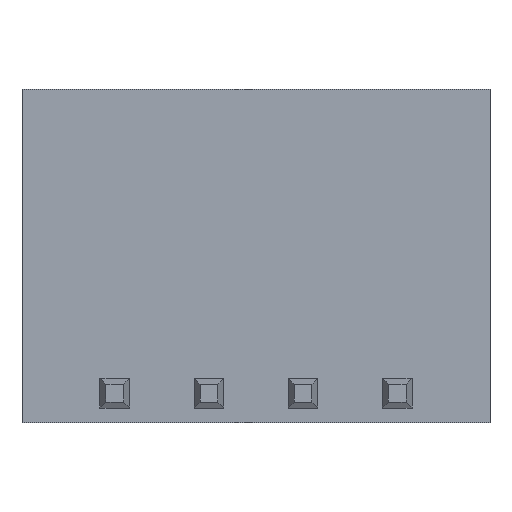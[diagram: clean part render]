
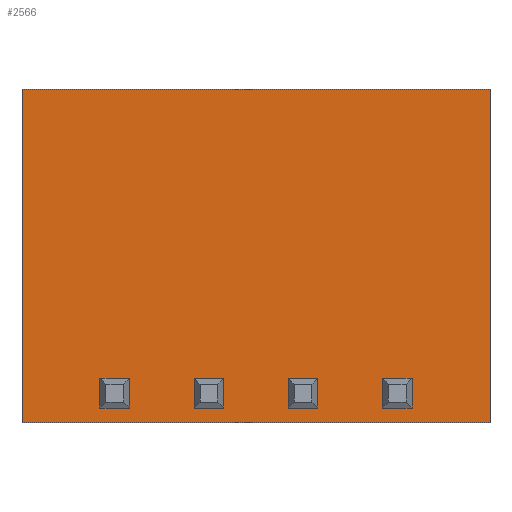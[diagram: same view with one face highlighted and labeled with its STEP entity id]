
A CAD part, left-side view. The second image highlights one B-rep face of the part: STEP entity #2566.
In plain terms, the highlighted planar face has unit normal (-1, 0, 0).
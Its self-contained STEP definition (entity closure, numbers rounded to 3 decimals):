
#140=ORIENTED_EDGE('',*,*,#793,.F.);
#141=ORIENTED_EDGE('',*,*,#791,.T.);
#142=ORIENTED_EDGE('',*,*,#789,.T.);
#143=ORIENTED_EDGE('',*,*,#786,.T.);
#144=ORIENTED_EDGE('',*,*,#834,.T.);
#145=ORIENTED_EDGE('',*,*,#835,.T.);
#146=ORIENTED_EDGE('',*,*,#836,.T.);
#147=ORIENTED_EDGE('',*,*,#837,.F.);
#148=ORIENTED_EDGE('',*,*,#838,.F.);
#149=ORIENTED_EDGE('',*,*,#839,.T.);
#150=ORIENTED_EDGE('',*,*,#840,.T.);
#151=ORIENTED_EDGE('',*,*,#841,.T.);
#152=ORIENTED_EDGE('',*,*,#842,.F.);
#153=ORIENTED_EDGE('',*,*,#843,.T.);
#154=ORIENTED_EDGE('',*,*,#844,.T.);
#155=ORIENTED_EDGE('',*,*,#845,.T.);
#156=ORIENTED_EDGE('',*,*,#846,.F.);
#157=ORIENTED_EDGE('',*,*,#847,.T.);
#158=ORIENTED_EDGE('',*,*,#848,.T.);
#159=ORIENTED_EDGE('',*,*,#849,.T.);
#786=EDGE_CURVE('',#1144,#1145,#1383,.T.);
#789=EDGE_CURVE('',#1146,#1144,#1386,.T.);
#791=EDGE_CURVE('',#1147,#1146,#1388,.T.);
#793=EDGE_CURVE('',#1147,#1145,#1390,.T.);
#834=EDGE_CURVE('',#1182,#1183,#1431,.T.);
#835=EDGE_CURVE('',#1183,#1184,#1432,.T.);
#836=EDGE_CURVE('',#1184,#1185,#1433,.T.);
#837=EDGE_CURVE('',#1182,#1185,#1434,.T.);
#838=EDGE_CURVE('',#1186,#1187,#1435,.T.);
#839=EDGE_CURVE('',#1186,#1188,#1436,.T.);
#840=EDGE_CURVE('',#1188,#1189,#1437,.T.);
#841=EDGE_CURVE('',#1189,#1187,#1438,.T.);
#842=EDGE_CURVE('',#1190,#1191,#1439,.T.);
#843=EDGE_CURVE('',#1190,#1192,#1440,.T.);
#844=EDGE_CURVE('',#1192,#1193,#1441,.T.);
#845=EDGE_CURVE('',#1193,#1191,#1442,.T.);
#846=EDGE_CURVE('',#1194,#1195,#1443,.T.);
#847=EDGE_CURVE('',#1194,#1196,#1444,.T.);
#848=EDGE_CURVE('',#1196,#1197,#1445,.T.);
#849=EDGE_CURVE('',#1197,#1195,#1446,.T.);
#1144=VERTEX_POINT('',#3582);
#1145=VERTEX_POINT('',#3583);
#1146=VERTEX_POINT('',#3588);
#1147=VERTEX_POINT('',#3592);
#1182=VERTEX_POINT('',#3678);
#1183=VERTEX_POINT('',#3679);
#1184=VERTEX_POINT('',#3681);
#1185=VERTEX_POINT('',#3683);
#1186=VERTEX_POINT('',#3686);
#1187=VERTEX_POINT('',#3687);
#1188=VERTEX_POINT('',#3689);
#1189=VERTEX_POINT('',#3691);
#1190=VERTEX_POINT('',#3694);
#1191=VERTEX_POINT('',#3695);
#1192=VERTEX_POINT('',#3697);
#1193=VERTEX_POINT('',#3699);
#1194=VERTEX_POINT('',#3702);
#1195=VERTEX_POINT('',#3703);
#1196=VERTEX_POINT('',#3705);
#1197=VERTEX_POINT('',#3707);
#1383=LINE('',#3581,#1748);
#1386=LINE('',#3587,#1751);
#1388=LINE('',#3591,#1753);
#1390=LINE('',#3595,#1755);
#1431=LINE('',#3677,#1796);
#1432=LINE('',#3680,#1797);
#1433=LINE('',#3682,#1798);
#1434=LINE('',#3684,#1799);
#1435=LINE('',#3685,#1800);
#1436=LINE('',#3688,#1801);
#1437=LINE('',#3690,#1802);
#1438=LINE('',#3692,#1803);
#1439=LINE('',#3693,#1804);
#1440=LINE('',#3696,#1805);
#1441=LINE('',#3698,#1806);
#1442=LINE('',#3700,#1807);
#1443=LINE('',#3701,#1808);
#1444=LINE('',#3704,#1809);
#1445=LINE('',#3706,#1810);
#1446=LINE('',#3708,#1811);
#1748=VECTOR('',#2911,1000.);
#1751=VECTOR('',#2916,1000.);
#1753=VECTOR('',#2920,1000.);
#1755=VECTOR('',#2924,1000.);
#1796=VECTOR('',#2979,1000.);
#1797=VECTOR('',#2980,1000.);
#1798=VECTOR('',#2981,1000.);
#1799=VECTOR('',#2982,1000.);
#1800=VECTOR('',#2983,1000.);
#1801=VECTOR('',#2984,1000.);
#1802=VECTOR('',#2985,1000.);
#1803=VECTOR('',#2986,1000.);
#1804=VECTOR('',#2987,1000.);
#1805=VECTOR('',#2988,1000.);
#1806=VECTOR('',#2989,1000.);
#1807=VECTOR('',#2990,1000.);
#1808=VECTOR('',#2991,1000.);
#1809=VECTOR('',#2992,1000.);
#1810=VECTOR('',#2993,1000.);
#1811=VECTOR('',#2994,1000.);
#2110=EDGE_LOOP('',(#140,#141,#142,#143));
#2111=EDGE_LOOP('',(#144,#145,#146,#147));
#2112=EDGE_LOOP('',(#148,#149,#150,#151));
#2113=EDGE_LOOP('',(#152,#153,#154,#155));
#2114=EDGE_LOOP('',(#156,#157,#158,#159));
#2267=FACE_BOUND('',#2110,.T.);
#2268=FACE_BOUND('',#2111,.T.);
#2269=FACE_BOUND('',#2112,.T.);
#2270=FACE_BOUND('',#2113,.T.);
#2271=FACE_BOUND('',#2114,.T.);
#2420=PLANE('',#2730);
#2566=ADVANCED_FACE('',(#2267,#2268,#2269,#2270,#2271),#2420,.F.);
#2730=AXIS2_PLACEMENT_3D('',#3676,#2977,#2978);
#2911=DIRECTION('',(0.,1.,0.));
#2916=DIRECTION('',(0.,0.,-1.));
#2920=DIRECTION('',(0.,-1.,0.));
#2924=DIRECTION('',(0.,0.,-1.));
#2977=DIRECTION('',(1.,0.,0.));
#2978=DIRECTION('',(0.,0.,-1.));
#2979=DIRECTION('',(0.,-1.,0.));
#2980=DIRECTION('',(0.,0.,1.));
#2981=DIRECTION('',(0.,1.,0.));
#2982=DIRECTION('',(0.,0.,1.));
#2983=DIRECTION('',(0.,0.,-1.));
#2984=DIRECTION('',(0.,-1.,0.));
#2985=DIRECTION('',(0.,0.,-1.));
#2986=DIRECTION('',(0.,1.,0.));
#2987=DIRECTION('',(0.,0.,-1.));
#2988=DIRECTION('',(0.,-1.,0.));
#2989=DIRECTION('',(0.,0.,-1.));
#2990=DIRECTION('',(0.,1.,0.));
#2991=DIRECTION('',(0.,0.,-1.));
#2992=DIRECTION('',(0.,-1.,0.));
#2993=DIRECTION('',(0.,0.,-1.));
#2994=DIRECTION('',(0.,1.,0.));
#3581=CARTESIAN_POINT('',(-4.125,-1.9,-1.275));
#3582=CARTESIAN_POINT('',(-4.125,-1.9,-1.275));
#3583=CARTESIAN_POINT('',(-4.125,-1.1,-1.275));
#3587=CARTESIAN_POINT('',(-4.125,-1.9,-0.075));
#3588=CARTESIAN_POINT('',(-4.125,-1.9,-0.475));
#3591=CARTESIAN_POINT('',(-4.125,-1.9,-0.475));
#3592=CARTESIAN_POINT('',(-4.125,-1.1,-0.475));
#3595=CARTESIAN_POINT('',(-4.125,-1.1,-0.075));
#3676=CARTESIAN_POINT('',(-4.125,-0.5,7.325));
#3677=CARTESIAN_POINT('',(-4.125,2.54,-1.675));
#3678=CARTESIAN_POINT('',(-4.125,3.54,-1.675));
#3679=CARTESIAN_POINT('',(-4.125,-9.08,-1.675));
#3680=CARTESIAN_POINT('',(-4.125,-9.08,6.525));
#3681=CARTESIAN_POINT('',(-4.125,-9.08,7.325));
#3682=CARTESIAN_POINT('',(-4.125,-0.5,7.325));
#3683=CARTESIAN_POINT('',(-4.125,3.54,7.325));
#3684=CARTESIAN_POINT('',(-4.125,3.54,6.525));
#3685=CARTESIAN_POINT('',(-4.125,-3.64,-0.075));
#3686=CARTESIAN_POINT('',(-4.125,-3.64,-0.475));
#3687=CARTESIAN_POINT('',(-4.125,-3.64,-1.275));
#3688=CARTESIAN_POINT('',(-4.125,-4.44,-0.475));
#3689=CARTESIAN_POINT('',(-4.125,-4.44,-0.475));
#3690=CARTESIAN_POINT('',(-4.125,-4.44,-0.075));
#3691=CARTESIAN_POINT('',(-4.125,-4.44,-1.275));
#3692=CARTESIAN_POINT('',(-4.125,-4.44,-1.275));
#3693=CARTESIAN_POINT('',(-4.125,-6.18,-0.075));
#3694=CARTESIAN_POINT('',(-4.125,-6.18,-0.475));
#3695=CARTESIAN_POINT('',(-4.125,-6.18,-1.275));
#3696=CARTESIAN_POINT('',(-4.125,-6.98,-0.475));
#3697=CARTESIAN_POINT('',(-4.125,-6.98,-0.475));
#3698=CARTESIAN_POINT('',(-4.125,-6.98,-0.075));
#3699=CARTESIAN_POINT('',(-4.125,-6.98,-1.275));
#3700=CARTESIAN_POINT('',(-4.125,-6.98,-1.275));
#3701=CARTESIAN_POINT('',(-4.125,1.44,-0.075));
#3702=CARTESIAN_POINT('',(-4.125,1.44,-0.475));
#3703=CARTESIAN_POINT('',(-4.125,1.44,-1.275));
#3704=CARTESIAN_POINT('',(-4.125,0.64,-0.475));
#3705=CARTESIAN_POINT('',(-4.125,0.64,-0.475));
#3706=CARTESIAN_POINT('',(-4.125,0.64,-0.075));
#3707=CARTESIAN_POINT('',(-4.125,0.64,-1.275));
#3708=CARTESIAN_POINT('',(-4.125,0.64,-1.275));
